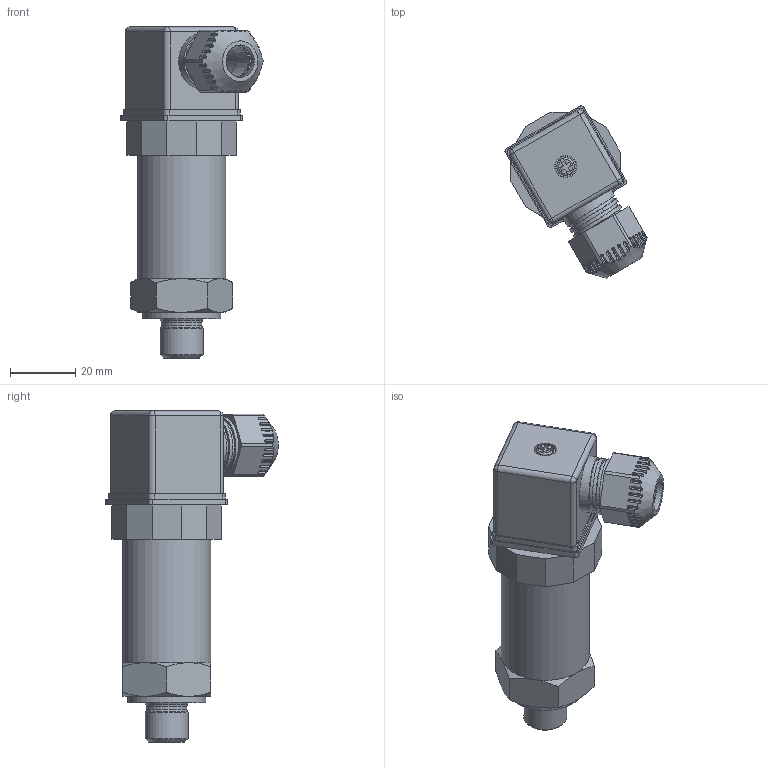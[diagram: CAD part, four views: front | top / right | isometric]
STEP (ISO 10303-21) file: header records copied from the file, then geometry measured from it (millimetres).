
FILE_DESCRIPTION(('STEP AP214'), '1');
FILE_NAME('狦100-111', '', ('UNSPECIFIED'), ('UNSPECIFIED'), 'ASCON STEP Converter 1.6', 'ASCON Math Kernel', '');
FILE_SCHEMA(('AUTOMOTIVE_DESIGN { 1 0 10303 214 3 1 1}'));
Length unit declared in the file: millimetre
Products named in the file (13): 29; 31; 32; 33; 35; 36; 37; 38; 39; 弝謹.713541.430.1122
Assembly tree (12 placements, depth 3):
  (unnamed)
    29
    (unnamed)
      31
      32
      33
    (unnamed)
      35
      36
      37
      38
      39
    弝謹.713541.430.1122
Bounding box: 43.51 x 52.81 x 101.7 mm (x, y, z)
Volume: 43387.7 mm3; surface area: 30363 mm2
Topology: 10 solids, 10 shells, 715 faces, 1855 edges, 1185 vertices
Faces by surface type: plane 421, cylinder 206, torus 45, cone 37, sphere 4, bspline 2
Full cylindrical faces by diameter (mm): 1.5 x4, 3 x1, 4 x2, 5.4 x1, 6 x1, 6.4 x1, 6.8 x1, 7.8 x1, 8 x1, 10 x1, 12 x1, 12.385 x1, 13.157 x1, 16 x1, 17.2 x1, 19 x1, 19.4 x1, 21.4 x1, 21.5 x1, 22 x2, 22.5 x1, 23 x2, 24 x2, 24.5 x1, 24.8 x1, 25 x1, 27 x1
Entity records: 32794 total; most frequent: CARTESIAN_POINT 9582, ORIENTED_EDGE 3556, DIRECTION 3304, EDGE_CURVE 1778, VERTEX_POINT 1182, AXIS2_PLACEMENT_3D 1156, LINE 992, VECTOR 992
